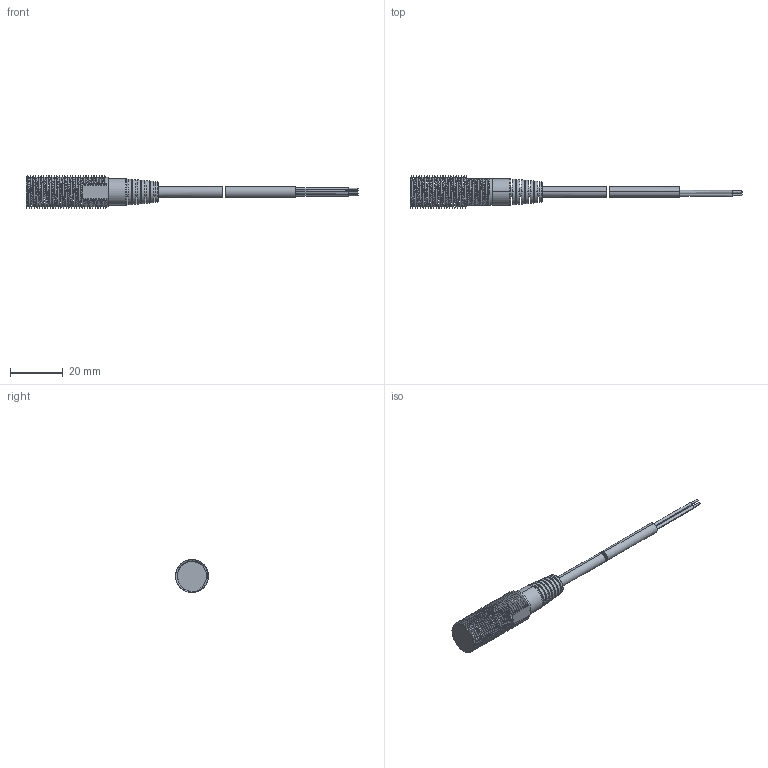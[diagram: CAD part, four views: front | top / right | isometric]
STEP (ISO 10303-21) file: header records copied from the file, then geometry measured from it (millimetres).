
FILE_DESCRIPTION( ('This file contains a STEP AP42 implementation' ,'as created by ZW3D STEP Interface translator.') ,'2;1' );
FILE_NAME( 'WCN1-1202X-X3SX.stp' ,'201013.1047 9', (''), ('ZWCAD Software Co.'), 'Version 1.0', 'ZW3D to STEP translator', '' );
FILE_SCHEMA(('AUTOMOTIVE_DESIGN'));
Length unit declared in the file: millimetre
Products named in the file (2): 0; OCN1-1208X-X3LX2
Bounding box: 125.5 x 12.36 x 12.36 mm (x, y, z)
Volume: 4880.1 mm3; surface area: 4366.4 mm2
Topology: 3 solids, 3 shells, 201 faces, 544 edges, 344 vertices
Faces by surface type: bspline 201
Entity records: 25496 total; most frequent: CARTESIAN_POINT 22304, ORIENTED_EDGE 1036, EDGE_CURVE 518, B_SPLINE_CURVE_WITH_KNOTS 348, VERTEX_POINT 344, EDGE_LOOP 222, FACE_OUTER_BOUND 201, ADVANCED_FACE 201
